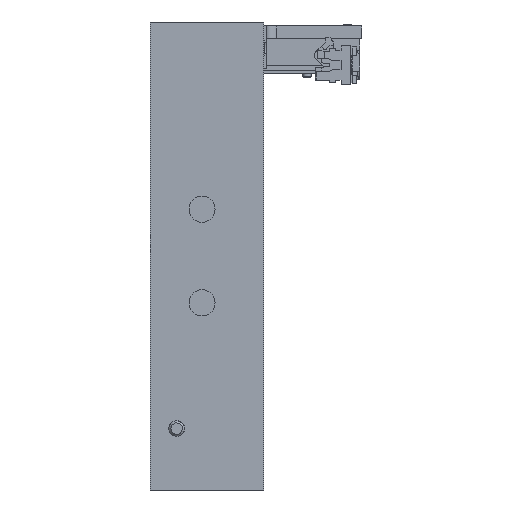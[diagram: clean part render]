
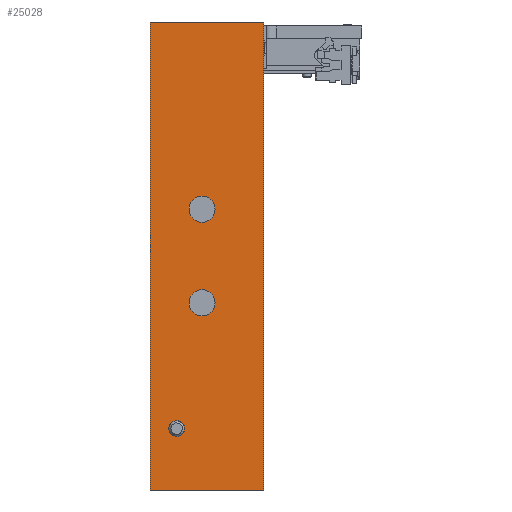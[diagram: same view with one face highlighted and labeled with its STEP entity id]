
A CAD part, left-side view. The second image highlights one B-rep face of the part: STEP entity #25028.
In plain terms, the highlighted planar face has unit normal (-1, 0, 0).
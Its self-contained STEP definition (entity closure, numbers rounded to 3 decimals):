
#552 = CARTESIAN_POINT ( 'NONE',  ( -22.5, 9.35, -22.5 ) ) ;
#580 = PLANE ( 'NONE',  #779 ) ;
#581 = FACE_BOUND ( 'NONE', #25090, .T. ) ;
#726 = FACE_BOUND ( 'NONE', #25251, .T. ) ;
#757 = DIRECTION ( 'NONE',  ( 0., 0., -1. ) ) ;
#758 = VECTOR ( 'NONE', #757, 1000. ) ;
#775 = DIRECTION ( 'NONE',  ( 0., 0., -1. ) ) ;
#777 = FACE_BOUND ( 'NONE', #25078, .T. ) ;
#779 = AXIS2_PLACEMENT_3D ( 'NONE', #552, #786, #775 ) ;
#786 = DIRECTION ( 'NONE',  ( 1., 0., 0. ) ) ;
#787 = FACE_OUTER_BOUND ( 'NONE', #25221, .T. ) ;
#824 = CARTESIAN_POINT ( 'NONE',  ( -22.5, -1.59, 22.5 ) ) ;
#825 = LINE ( 'NONE', #824, #758 ) ;
#841 = CARTESIAN_POINT ( 'NONE',  ( -22.5, 9.35, -22.5 ) ) ;
#842 = LINE ( 'NONE', #841, #871 ) ;
#869 = DIRECTION ( 'NONE',  ( 0., 0., 1. ) ) ;
#871 = VECTOR ( 'NONE', #869, 1000. ) ;
#957 = DIRECTION ( 'NONE',  ( -1., 0., 0. ) ) ;
#965 = AXIS2_PLACEMENT_3D ( 'NONE', #1086, #1059, #1058 ) ;
#972 = CIRCLE ( 'NONE', #1033, 1.25 ) ;
#1032 = DIRECTION ( 'NONE',  ( 0., 0., 1. ) ) ;
#1033 = AXIS2_PLACEMENT_3D ( 'NONE', #1043, #957, #1032 ) ;
#1043 = CARTESIAN_POINT ( 'NONE',  ( -22.5, 4.35, 4.5 ) ) ;
#1058 = DIRECTION ( 'NONE',  ( 0., 0., -1. ) ) ;
#1059 = DIRECTION ( 'NONE',  ( 1., 0., 0. ) ) ;
#1086 = CARTESIAN_POINT ( 'NONE',  ( -22.5, 6.792, -16.6 ) ) ;
#1099 = CIRCLE ( 'NONE', #965, 0.75 ) ;
#1226 = DIRECTION ( 'NONE',  ( 0., -1., 0. ) ) ;
#1252 = VECTOR ( 'NONE', #1226, 1000. ) ;
#1293 = CARTESIAN_POINT ( 'NONE',  ( -22.5, 9.35, 22.5 ) ) ;
#1295 = LINE ( 'NONE', #1293, #1252 ) ;
#1371 = CARTESIAN_POINT ( 'NONE',  ( -22.5, -1.59, 22.5 ) ) ;
#1390 = DIRECTION ( 'NONE',  ( 0., 0., 1. ) ) ;
#1391 = DIRECTION ( 'NONE',  ( -1., 0., 0. ) ) ;
#1696 = CARTESIAN_POINT ( 'NONE',  ( -22.5, 9.35, 22.5 ) ) ;
#1735 = AXIS2_PLACEMENT_3D ( 'NONE', #1740, #1391, #1390 ) ;
#1740 = CARTESIAN_POINT ( 'NONE',  ( -22.5, 4.35, -4.5 ) ) ;
#1745 = CIRCLE ( 'NONE', #1735, 1.25 ) ;
#20514 = EDGE_CURVE ( 'NONE', #20676, #20641, #57540, .T. ) ;
#20598 = EDGE_CURVE ( 'NONE', #20674, #20675, #58009, .T. ) ;
#20621 = VERTEX_POINT ( 'NONE', #57946 ) ;
#20641 = VERTEX_POINT ( 'NONE', #58128 ) ;
#20643 = VERTEX_POINT ( 'NONE', #58122 ) ;
#20644 = EDGE_CURVE ( 'NONE', #20621, #20643, #58129, .T. ) ;
#20674 = VERTEX_POINT ( 'NONE', #58353 ) ;
#20675 = VERTEX_POINT ( 'NONE', #58287 ) ;
#20676 = VERTEX_POINT ( 'NONE', #58309 ) ;
#24572 = VERTEX_POINT ( 'NONE', #29158 ) ;
#24582 = VERTEX_POINT ( 'NONE', #29165 ) ;
#24584 = EDGE_CURVE ( 'NONE', #24582, #24572, #29168, .T. ) ;
#25028 = ADVANCED_FACE ( 'NONE', ( #777, #726, #581, #787 ), #580, .F. ) ;
#25029 = ORIENTED_EDGE ( 'NONE', *, *, #20514, .T. ) ;
#25031 = ORIENTED_EDGE ( 'NONE', *, *, #25311, .F. ) ;
#25034 = ORIENTED_EDGE ( 'NONE', *, *, #25246, .T. ) ;
#25035 = ORIENTED_EDGE ( 'NONE', *, *, #25043, .F. ) ;
#25038 = ORIENTED_EDGE ( 'NONE', *, *, #25249, .F. ) ;
#25040 = ORIENTED_EDGE ( 'NONE', *, *, #20598, .F. ) ;
#25043 = EDGE_CURVE ( 'NONE', #25324, #24572, #825, .T. ) ;
#25078 = EDGE_LOOP ( 'NONE', ( #25031, #25320 ) ) ;
#25090 = EDGE_LOOP ( 'NONE', ( #25034, #25029 ) ) ;
#25095 = ORIENTED_EDGE ( 'NONE', *, *, #24584, .T. ) ;
#25097 = EDGE_CURVE ( 'NONE', #24582, #25298, #842, .T. ) ;
#25100 = ORIENTED_EDGE ( 'NONE', *, *, #25097, .F. ) ;
#25103 = ORIENTED_EDGE ( 'NONE', *, *, #25273, .F. ) ;
#25221 = EDGE_LOOP ( 'NONE', ( #25095, #25035, #25103, #25100 ) ) ;
#25246 = EDGE_CURVE ( 'NONE', #20641, #20676, #1099, .T. ) ;
#25249 = EDGE_CURVE ( 'NONE', #20675, #20674, #972, .T. ) ;
#25251 = EDGE_LOOP ( 'NONE', ( #25038, #25040 ) ) ;
#25273 = EDGE_CURVE ( 'NONE', #25298, #25324, #1295, .T. ) ;
#25298 = VERTEX_POINT ( 'NONE', #1696 ) ;
#25311 = EDGE_CURVE ( 'NONE', #20643, #20621, #1745, .T. ) ;
#25320 = ORIENTED_EDGE ( 'NONE', *, *, #20644, .F. ) ;
#25324 = VERTEX_POINT ( 'NONE', #1371 ) ;
#29158 = CARTESIAN_POINT ( 'NONE',  ( -22.5, -1.59, -22.5 ) ) ;
#29165 = CARTESIAN_POINT ( 'NONE',  ( -22.5, 9.35, -22.5 ) ) ;
#29168 = LINE ( 'NONE', #29195, #29194 ) ;
#29193 = DIRECTION ( 'NONE',  ( 0., -1., 0. ) ) ;
#29194 = VECTOR ( 'NONE', #29193, 1000. ) ;
#29195 = CARTESIAN_POINT ( 'NONE',  ( -22.5, 9.35, -22.5 ) ) ;
#57540 = CIRCLE ( 'NONE', #57544, 0.75 ) ;
#57544 = AXIS2_PLACEMENT_3D ( 'NONE', #57545, #57577, #57576 ) ;
#57545 = CARTESIAN_POINT ( 'NONE',  ( -22.5, 6.792, -16.6 ) ) ;
#57576 = DIRECTION ( 'NONE',  ( 0., 0., -1. ) ) ;
#57577 = DIRECTION ( 'NONE',  ( 1., 0., 0. ) ) ;
#57946 = CARTESIAN_POINT ( 'NONE',  ( -22.5, 4.35, -5.75 ) ) ;
#57968 = DIRECTION ( 'NONE',  ( 0., 0., 1. ) ) ;
#57969 = DIRECTION ( 'NONE',  ( -1., 0., 0. ) ) ;
#58004 = AXIS2_PLACEMENT_3D ( 'NONE', #58013, #57969, #57968 ) ;
#58009 = CIRCLE ( 'NONE', #58004, 1.25 ) ;
#58013 = CARTESIAN_POINT ( 'NONE',  ( -22.5, 4.35, 4.5 ) ) ;
#58118 = DIRECTION ( 'NONE',  ( 0., 0., 1. ) ) ;
#58119 = DIRECTION ( 'NONE',  ( -1., 0., 0. ) ) ;
#58120 = CARTESIAN_POINT ( 'NONE',  ( -22.5, 4.35, -4.5 ) ) ;
#58121 = AXIS2_PLACEMENT_3D ( 'NONE', #58120, #58119, #58118 ) ;
#58122 = CARTESIAN_POINT ( 'NONE',  ( -22.5, 4.35, -3.25 ) ) ;
#58128 = CARTESIAN_POINT ( 'NONE',  ( -22.5, 6.792, -17.35 ) ) ;
#58129 = CIRCLE ( 'NONE', #58121, 1.25 ) ;
#58287 = CARTESIAN_POINT ( 'NONE',  ( -22.5, 4.35, 5.75 ) ) ;
#58309 = CARTESIAN_POINT ( 'NONE',  ( -22.5, 6.792, -15.85 ) ) ;
#58353 = CARTESIAN_POINT ( 'NONE',  ( -22.5, 4.35, 3.25 ) ) ;
